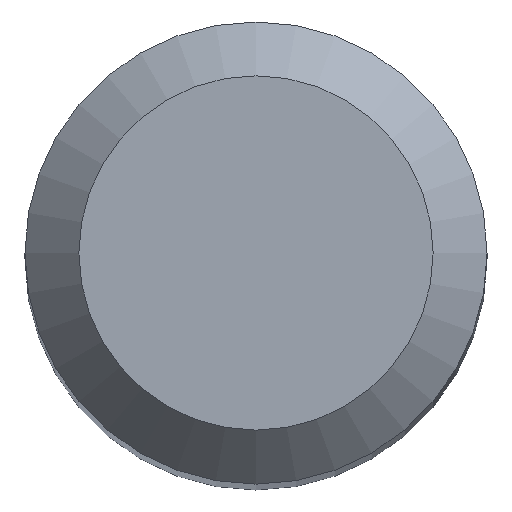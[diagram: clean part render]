
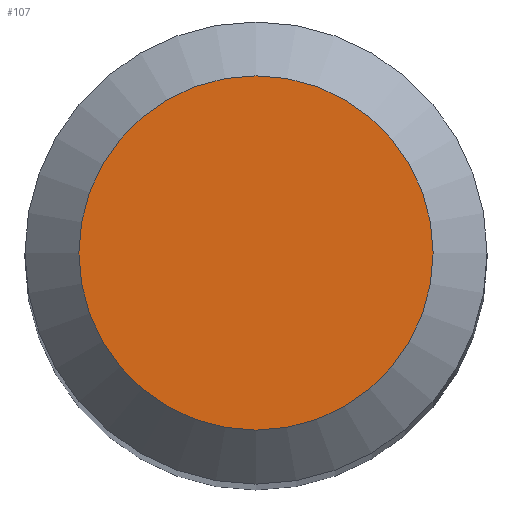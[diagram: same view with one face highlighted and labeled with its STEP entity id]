
A CAD part, top view. The second image highlights one B-rep face of the part: STEP entity #107.
In plain terms, the highlighted planar face has unit normal (0, 0, 1).
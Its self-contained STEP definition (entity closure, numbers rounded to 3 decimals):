
#20 = CARTESIAN_POINT ( 'NONE',  ( 0., 2.3, 79. ) ) ;
#33 = DIRECTION ( 'NONE',  ( 0., 1., 0. ) ) ;
#87 = CARTESIAN_POINT ( 'NONE',  ( 0., 0., 79. ) ) ;
#93 = AXIS2_PLACEMENT_3D ( 'NONE', #193, #256, #129 ) ;
#107 = ADVANCED_FACE ( 'NONE', ( #236 ), #233, .F. ) ;
#121 = EDGE_CURVE ( 'NONE', #136, #136, #217, .T. ) ;
#129 = DIRECTION ( 'NONE',  ( 0., 1., 0. ) ) ;
#136 = VERTEX_POINT ( 'NONE', #20 ) ;
#184 = EDGE_LOOP ( 'NONE', ( #190 ) ) ;
#190 = ORIENTED_EDGE ( 'NONE', *, *, #121, .F. ) ;
#193 = CARTESIAN_POINT ( 'NONE',  ( 0., 0., 79. ) ) ;
#216 = DIRECTION ( 'NONE',  ( 0., 0., -1. ) ) ;
#217 = CIRCLE ( 'NONE', #93, 2.3 ) ;
#233 = PLANE ( 'NONE',  #249 ) ;
#236 = FACE_OUTER_BOUND ( 'NONE', #184, .T. ) ;
#249 = AXIS2_PLACEMENT_3D ( 'NONE', #87, #216, #33 ) ;
#256 = DIRECTION ( 'NONE',  ( 0., 0., -1. ) ) ;
